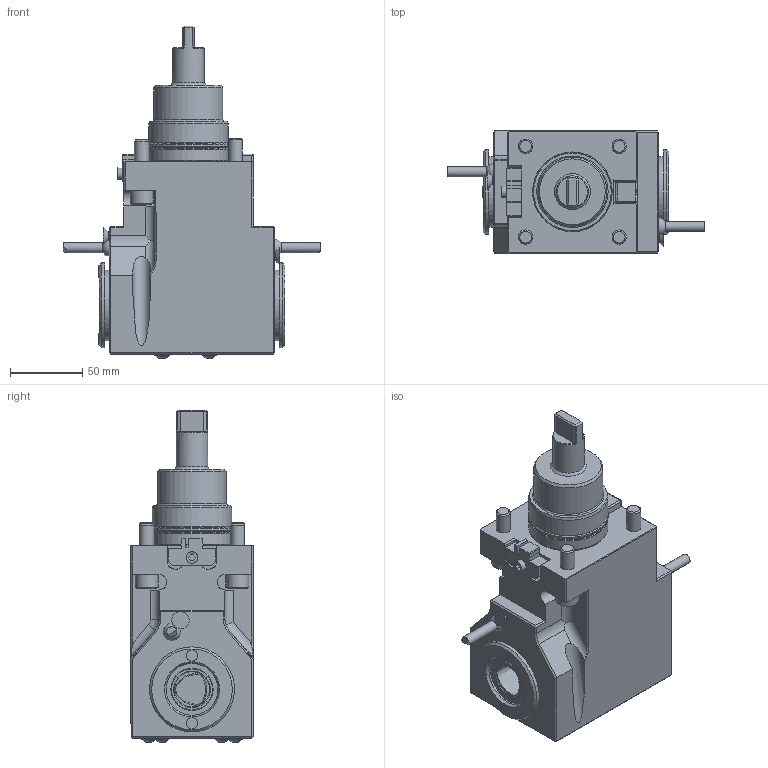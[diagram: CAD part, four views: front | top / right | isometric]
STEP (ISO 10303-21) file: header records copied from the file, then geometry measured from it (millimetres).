
FILE_DESCRIPTION(/* description */ (''),/* implementation_level */ '2;1');
FILE_NAME(/* name */ '1615897031024.stp',/* time_stamp */ '2021-03-16T13:17:16+01:00',/* author */ (''),/* organization */ ('SMS'),/* preprocessor_version */ 'ST-DEVELOPER v16.7',/* originating_system */ 'SIEMENS PLM Software NX 12.0',/* authorisation */ '');
FILE_SCHEMA (('AUTOMOTIVE_DESIGN { 1 0 10303 214 3 1 1 1 }'));
Length unit declared in the file: millimetre
Products named in the file (1): 203431849mod000_00
Bounding box: 179 x 85 x 230.55 mm (x, y, z)
Volume: 1307272.7 mm3; surface area: 99671.2 mm2
Topology: 1 solids, 1 shells, 316 faces, 766 edges, 490 vertices
Faces by surface type: plane 203, cylinder 59, cone 31, bspline 9, sphere 8, torus 6
Full cylindrical faces by diameter (mm): 2 x2, 6 x2, 7 x2, 8 x3, 9.5 x2, 10 x4, 12 x1, 16 x2, 22 x1, 32 x1, 36 x2, 48 x1, 49 x2, 50 x2, 54.8 x1, 55 x2, 55.3 x1, 59 x2
Entity records: 9305 total; most frequent: CARTESIAN_POINT 2307, DIRECTION 1392, ORIENTED_EDGE 1340, EDGE_CURVE 670, AXIS2_PLACEMENT_3D 482, VERTEX_POINT 461, EDGE_LOOP 429, LINE 428
